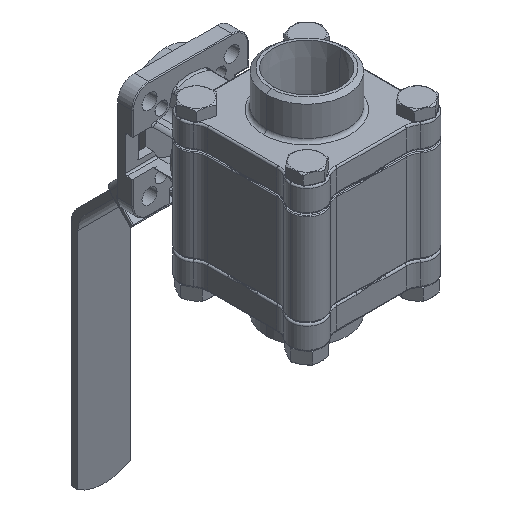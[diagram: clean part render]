
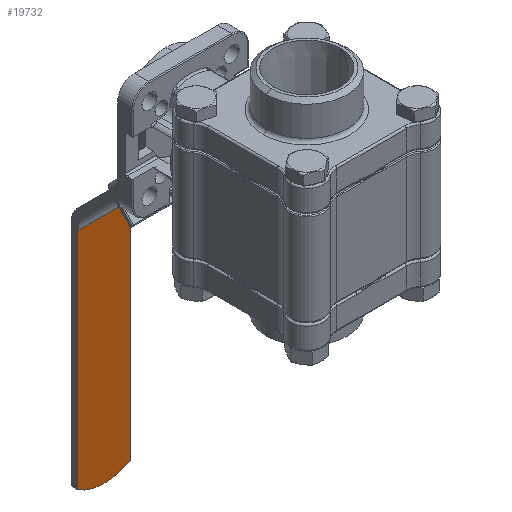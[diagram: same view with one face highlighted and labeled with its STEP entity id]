
A CAD part, isometric view. The second image highlights one B-rep face of the part: STEP entity #19732.
In plain terms, the highlighted planar face has unit normal (0, -1, 0).
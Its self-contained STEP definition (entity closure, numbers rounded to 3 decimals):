
#15581 = DIRECTION ( 'NONE',  ( 1., 0., 0. ) ) ;
#15582 = VECTOR ( 'NONE', #15581, 1000. ) ;
#15583 = CARTESIAN_POINT ( 'NONE',  ( 213., 39., 16. ) ) ;
#15584 = LINE ( 'NONE', #15583, #15582 ) ;
#15585 = CARTESIAN_POINT ( 'NONE',  ( 73.213, 39., 16. ) ) ;
#15643 = CARTESIAN_POINT ( 'NONE',  ( 208.377, 39., 16. ) ) ;
#15695 = DIRECTION ( 'NONE',  ( 1., 0., 0. ) ) ;
#15696 = VECTOR ( 'NONE', #15695, 1000. ) ;
#15697 = CARTESIAN_POINT ( 'NONE',  ( 213., 39., -16. ) ) ;
#15698 = LINE ( 'NONE', #15697, #15696 ) ;
#15757 = CARTESIAN_POINT ( 'NONE',  ( 73.213, 39., -16. ) ) ;
#15786 = CARTESIAN_POINT ( 'NONE',  ( 208.377, 39., -16. ) ) ;
#15814 = DIRECTION ( 'NONE',  ( -1., 0., 0. ) ) ;
#15815 = DIRECTION ( 'NONE',  ( 0., -1., 0. ) ) ;
#15816 = AXIS2_PLACEMENT_3D ( 'NONE', #15822, #15815, #15814 ) ;
#15817 = CIRCLE ( 'NONE', #15816, 30. ) ;
#15818 = DIRECTION ( 'NONE',  ( -1., 0., 0. ) ) ;
#15819 = DIRECTION ( 'NONE',  ( 0., 1., 0. ) ) ;
#15820 = CARTESIAN_POINT ( 'NONE',  ( 213., 39., 16. ) ) ;
#15821 = AXIS2_PLACEMENT_3D ( 'NONE', #15820, #15819, #15818 ) ;
#15822 = CARTESIAN_POINT ( 'NONE',  ( 183., 39., 0. ) ) ;
#15827 = PLANE ( 'NONE',  #15821 ) ;
#15828 = FACE_OUTER_BOUND ( 'NONE', #19733, .T. ) ;
#15867 = DIRECTION ( 'NONE',  ( 0., 0., -1. ) ) ;
#15868 = VECTOR ( 'NONE', #15867, 1000. ) ;
#15869 = CARTESIAN_POINT ( 'NONE',  ( 73.213, 39., 16. ) ) ;
#15870 = LINE ( 'NONE', #15869, #15868 ) ;
#19609 = VERTEX_POINT ( 'NONE', #15585 ) ;
#19611 = EDGE_CURVE ( 'NONE', #19609, #19612, #15584, .T. ) ;
#19612 = VERTEX_POINT ( 'NONE', #15643 ) ;
#19664 = EDGE_CURVE ( 'NONE', #19695, #19711, #15698, .T. ) ;
#19695 = VERTEX_POINT ( 'NONE', #15757 ) ;
#19711 = VERTEX_POINT ( 'NONE', #15786 ) ;
#19732 = ADVANCED_FACE ( 'NONE', ( #15828 ), #15827, .F. ) ;
#19733 = EDGE_LOOP ( 'NONE', ( #19734, #19735, #19737, #19738 ) ) ;
#19734 = ORIENTED_EDGE ( 'NONE', *, *, #19664, .T. ) ;
#19735 = ORIENTED_EDGE ( 'NONE', *, *, #19736, .T. ) ;
#19736 = EDGE_CURVE ( 'NONE', #19711, #19612, #15817, .T. ) ;
#19737 = ORIENTED_EDGE ( 'NONE', *, *, #19611, .F. ) ;
#19738 = ORIENTED_EDGE ( 'NONE', *, *, #19745, .T. ) ;
#19745 = EDGE_CURVE ( 'NONE', #19609, #19695, #15870, .T. ) ;
